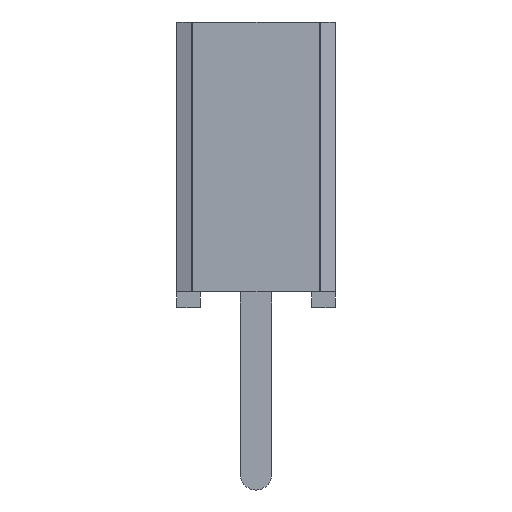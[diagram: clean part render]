
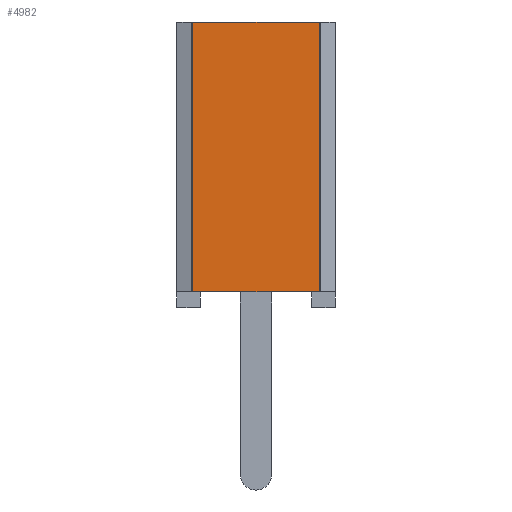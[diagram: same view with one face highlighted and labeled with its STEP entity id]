
A CAD part, left-side view. The second image highlights one B-rep face of the part: STEP entity #4982.
In plain terms, the highlighted planar face has unit normal (-1, 0, 0).
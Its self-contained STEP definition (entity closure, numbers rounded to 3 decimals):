
#4982 = ADVANCED_FACE('',(#4983),#5017,.F.);
#4983 = FACE_BOUND('',#4984,.T.);
#4984 = EDGE_LOOP('',(#4985,#4995,#5003,#5011));
#4985 = ORIENTED_EDGE('',*,*,#4986,.T.);
#4986 = EDGE_CURVE('',#4987,#4989,#4991,.T.);
#4987 = VERTEX_POINT('',#4988);
#4988 = CARTESIAN_POINT('',(-14.084,1.026,4.572));
#4989 = VERTEX_POINT('',#4990);
#4990 = CARTESIAN_POINT('',(-14.084,1.026,0.254));
#4991 = LINE('',#4992,#4993);
#4992 = CARTESIAN_POINT('',(-14.084,1.026,4.572));
#4993 = VECTOR('',#4994,1.);
#4994 = DIRECTION('',(0.,0.,-1.));
#4995 = ORIENTED_EDGE('',*,*,#4996,.T.);
#4996 = EDGE_CURVE('',#4989,#4997,#4999,.T.);
#4997 = VERTEX_POINT('',#4998);
#4998 = CARTESIAN_POINT('',(-14.084,-1.026,0.254));
#4999 = LINE('',#5000,#5001);
#5000 = CARTESIAN_POINT('',(-14.084,0.889,0.254));
#5001 = VECTOR('',#5002,1.);
#5002 = DIRECTION('',(0.,-1.,0.));
#5003 = ORIENTED_EDGE('',*,*,#5004,.T.);
#5004 = EDGE_CURVE('',#4997,#5005,#5007,.T.);
#5005 = VERTEX_POINT('',#5006);
#5006 = CARTESIAN_POINT('',(-14.084,-1.026,4.572));
#5007 = LINE('',#5008,#5009);
#5008 = CARTESIAN_POINT('',(-14.084,-1.026,4.572));
#5009 = VECTOR('',#5010,1.);
#5010 = DIRECTION('',(0.,0.,1.));
#5011 = ORIENTED_EDGE('',*,*,#5012,.F.);
#5012 = EDGE_CURVE('',#4987,#5005,#5013,.T.);
#5013 = LINE('',#5014,#5015);
#5014 = CARTESIAN_POINT('',(-14.084,1.27,4.572));
#5015 = VECTOR('',#5016,1.);
#5016 = DIRECTION('',(0.,-1.,0.));
#5017 = PLANE('',#5018);
#5018 = AXIS2_PLACEMENT_3D('',#5019,#5020,#5021);
#5019 = CARTESIAN_POINT('',(-14.084,1.27,4.572));
#5020 = DIRECTION('',(1.,0.,0.));
#5021 = DIRECTION('',(0.,1.,0.));
